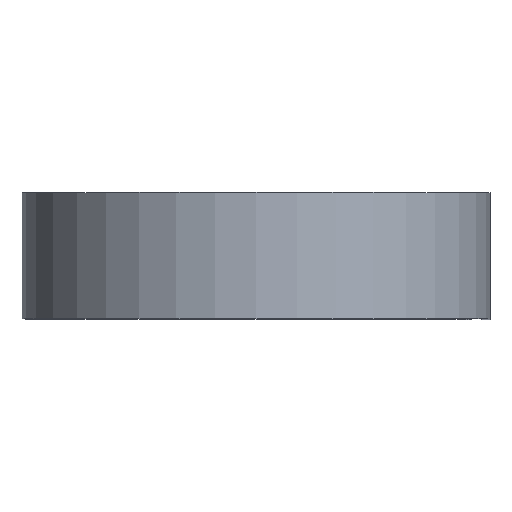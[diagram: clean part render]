
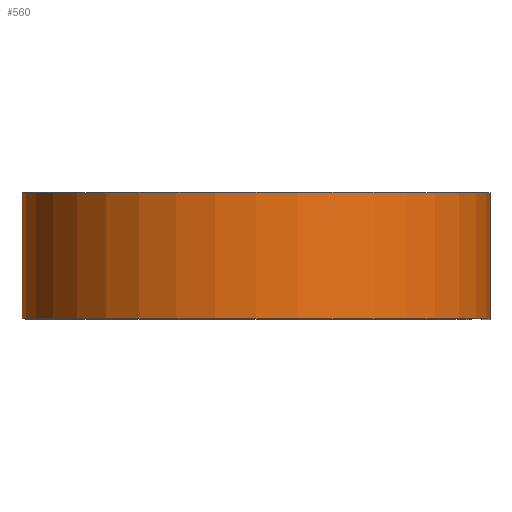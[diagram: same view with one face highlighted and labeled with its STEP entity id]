
A CAD part, top view. The second image highlights one B-rep face of the part: STEP entity #560.
In plain terms, the highlighted cylindrical face has radius 35.344 mm (diameter 70.688 mm), a partial arc.
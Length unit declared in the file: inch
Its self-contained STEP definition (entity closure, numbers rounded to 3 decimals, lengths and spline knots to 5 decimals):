
#44 = EDGE_CURVE ( 'NONE', #652, #721, #632, .T. ) ;
#50 = ORIENTED_EDGE ( 'NONE', *, *, #66, .F. ) ;
#64 = CIRCLE ( 'NONE', #593, 1.3915 ) ;
#66 = EDGE_CURVE ( 'NONE', #299, #652, #634, .T. ) ;
#92 = DIRECTION ( 'NONE',  ( 1., 0., 0. ) ) ;
#144 = VERTEX_POINT ( 'NONE', #475 ) ;
#169 = DIRECTION ( 'NONE',  ( 0., -1., 0. ) ) ;
#171 = EDGE_LOOP ( 'NONE', ( #341, #639, #50, #354 ) ) ;
#195 = CARTESIAN_POINT ( 'NONE',  ( 1.3915, 0.375, 0. ) ) ;
#201 = CARTESIAN_POINT ( 'NONE',  ( 0., -0.375, 0. ) ) ;
#202 = CARTESIAN_POINT ( 'NONE',  ( 0., 0.375, -1.3915 ) ) ;
#245 = CARTESIAN_POINT ( 'NONE',  ( 0., 0.375, 0. ) ) ;
#270 = CARTESIAN_POINT ( 'NONE',  ( 0., 0.375, 0. ) ) ;
#272 = AXIS2_PLACEMENT_3D ( 'NONE', #270, #273, #275 ) ;
#273 = DIRECTION ( 'NONE',  ( 0., 1., 0. ) ) ;
#275 = DIRECTION ( 'NONE',  ( 1., 0., 0. ) ) ;
#291 = DIRECTION ( 'NONE',  ( 0., -1., 0. ) ) ;
#295 = CARTESIAN_POINT ( 'NONE',  ( 1.3915, -0.375, 0. ) ) ;
#299 = VERTEX_POINT ( 'NONE', #713 ) ;
#334 = DIRECTION ( 'NONE',  ( 0., 0., -1. ) ) ;
#341 = ORIENTED_EDGE ( 'NONE', *, *, #367, .T. ) ;
#354 = ORIENTED_EDGE ( 'NONE', *, *, #722, .T. ) ;
#367 = EDGE_CURVE ( 'NONE', #144, #721, #64, .T. ) ;
#436 = LINE ( 'NONE', #202, #603 ) ;
#475 = CARTESIAN_POINT ( 'NONE',  ( 0., -0.375, -1.3915 ) ) ;
#524 = CYLINDRICAL_SURFACE ( 'NONE', #615, 1.3915 ) ;
#534 = FACE_OUTER_BOUND ( 'NONE', #171, .T. ) ;
#547 = DIRECTION ( 'NONE',  ( 0., 1., 0. ) ) ;
#560 = ADVANCED_FACE ( 'NONE', ( #534 ), #524, .T. ) ;
#593 = AXIS2_PLACEMENT_3D ( 'NONE', #201, #547, #92 ) ;
#603 = VECTOR ( 'NONE', #644, 39.37008 ) ;
#615 = AXIS2_PLACEMENT_3D ( 'NONE', #245, #291, #334 ) ;
#625 = VECTOR ( 'NONE', #169, 39.37008 ) ;
#632 = LINE ( 'NONE', #195, #625 ) ;
#634 = CIRCLE ( 'NONE', #272, 1.3915 ) ;
#639 = ORIENTED_EDGE ( 'NONE', *, *, #44, .F. ) ;
#644 = DIRECTION ( 'NONE',  ( 0., -1., 0. ) ) ;
#652 = VERTEX_POINT ( 'NONE', #657 ) ;
#657 = CARTESIAN_POINT ( 'NONE',  ( 1.3915, 0.375, 0. ) ) ;
#713 = CARTESIAN_POINT ( 'NONE',  ( 0., 0.375, -1.3915 ) ) ;
#721 = VERTEX_POINT ( 'NONE', #295 ) ;
#722 = EDGE_CURVE ( 'NONE', #299, #144, #436, .T. ) ;
